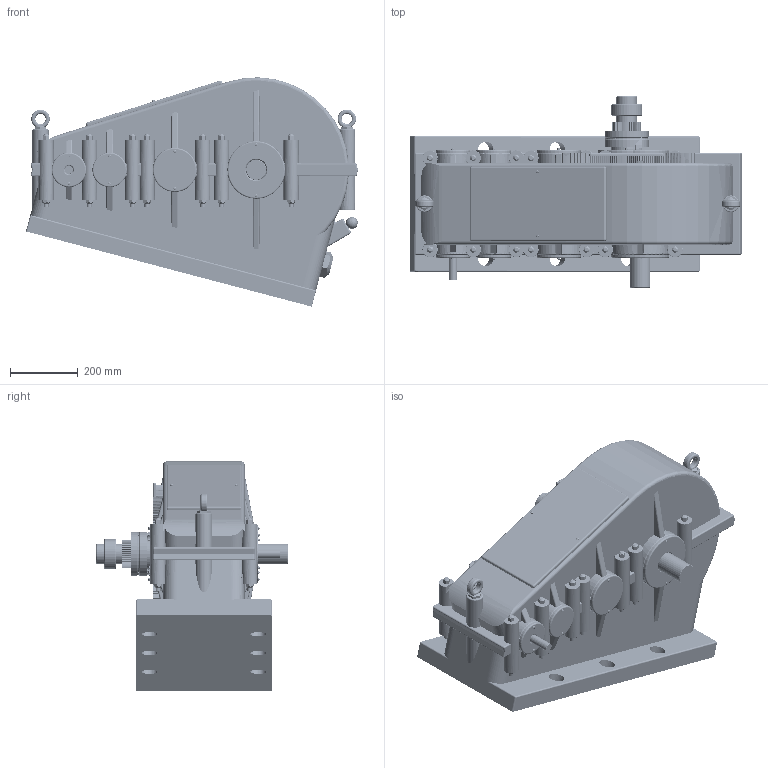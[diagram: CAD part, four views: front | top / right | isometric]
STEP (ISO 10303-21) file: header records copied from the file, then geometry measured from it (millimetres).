
FILE_DESCRIPTION( ( 'Unknown' ), '1' );
FILE_NAME( 'Ca³y.stp', 'Unknown', ( 'Unknown' ), ( 'Unknown' ), 'PSStep 13.0', 'Unknown', ' ' );
FILE_SCHEMA( ( 'AUTOMOTIVE_DESIGN { 1 0 10303 214 1 1 1 1 }' ) );
Length unit declared in the file: millimetre
Products named in the file (55): Assem1; Pokrywa 3 zｳ; Zespó³ 1; Zespó³ 3; ｣oｿysko 3; Œruba z nakrêtk¹ do korpusu; ｣oｿysko 2; ｣oｿysko 1; Zespó³ 4; Zespó³ 2; Pokrywa 3 otwarta z³; Pokrywa 1 otwarta z³; Pokrywa 2 zｳ; Pokrywa 1 zｳ; NUP 2308 ECP_PART1; NUP 2308 ECP_PART2; NUP 2308 ECP_PART3; 22312 E_W64_PART1; 22312 E_W64_PART2; 22312 E_W64_PART3; 22312 E_W64_PART4; 22312 E_W64_PART5; 62305-2RS1_PART1; 62305-2RS1_PART2; 62305-2RS1_PART3; 62305-2RS1_PART4; 62305-2RS1_PART5; Zêbnik 3; Pokrywa 1; Do pokryw M6x15; Pokrywa 3; Ko這 3; Zêbnik 2; Wpust 3; Tuleja ustalaj¹ca 3; Ko這 2; Zêbnik 1; Wpust 2; Tuleja ustalaj¹ca 2; Pokrywa 2 ...
Bounding box: 978.48 x 564 x 675.92 mm (x, y, z)
Volume: 163161057.1 mm3; surface area: 13687804.9 mm2
Topology: 490 solids, 490 shells, 11868 faces, 30932 edges, 20125 vertices
Faces by surface type: cylinder 4708, extrusion 3312, plane 2174, torus 1035, cone 345, bspline 180, sphere 114
Full cylindrical faces by diameter (mm): 4.5 x18, 4.917 x68, 6 x29, 8.376 x8, 13.376 x72, 14 x61, 15 x36, 25 x27, 26.211 x4, 27 x3, 30 x15, 35 x9, 36.6 x40, 40 x15, 46.752 x12, 48 x3, 49.619 x2, 50 x18, 50.4 x20, 52 x6, 52.7 x40, 54 x9, 54.046 x2, 57.5 x12, 60 x27, 62 x23, 75 x6, 75.6 x12, 77.9 x12, 80 x10
Entity records: 148461 total; most frequent: CARTESIAN_POINT 34931, ORIENTED_EDGE 18408, DIRECTION 16068, EDGE_CURVE 9204, VERTEX_POINT 6203, AXIS2_PLACEMENT_3D 5836, VECTOR 4396, EDGE_LOOP 3963
